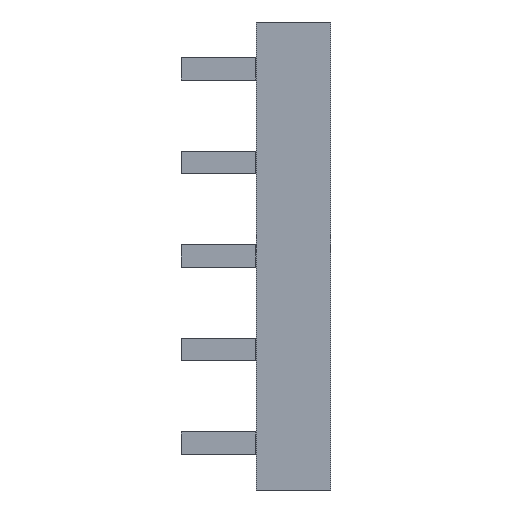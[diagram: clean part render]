
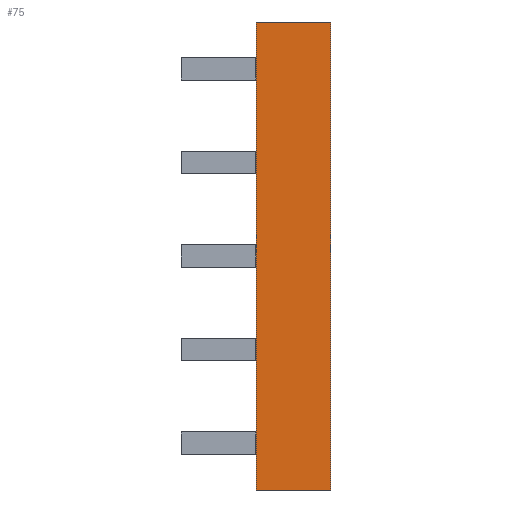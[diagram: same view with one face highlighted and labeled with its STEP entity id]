
A CAD part, left-side view. The second image highlights one B-rep face of the part: STEP entity #75.
In plain terms, the highlighted planar face has unit normal (-1, 0, 0).
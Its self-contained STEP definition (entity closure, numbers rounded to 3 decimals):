
#8 = CARTESIAN_POINT ( 'NONE',  ( -1., 2., 6.25 ) ) ;
#15 = CARTESIAN_POINT ( 'NONE',  ( -1., 2., 6.25 ) ) ;
#26 = ORIENTED_EDGE ( 'NONE', *, *, #275, .F. ) ;
#45 = CARTESIAN_POINT ( 'NONE',  ( -1., 2., 6.25 ) ) ;
#75 = ADVANCED_FACE ( 'NONE', ( #199 ), #432, .F. ) ;
#76 = CARTESIAN_POINT ( 'NONE',  ( -1., 2., -6.25 ) ) ;
#77 = VECTOR ( 'NONE', #393, 1000. ) ;
#82 = ORIENTED_EDGE ( 'NONE', *, *, #242, .F. ) ;
#96 = LINE ( 'NONE', #76, #119 ) ;
#104 = DIRECTION ( 'NONE',  ( 0., -1., 0. ) ) ;
#107 = CARTESIAN_POINT ( 'NONE',  ( -1., 0., 6.25 ) ) ;
#119 = VECTOR ( 'NONE', #502, 1000. ) ;
#121 = VERTEX_POINT ( 'NONE', #386 ) ;
#125 = EDGE_LOOP ( 'NONE', ( #494, #82, #26, #248 ) ) ;
#126 = VERTEX_POINT ( 'NONE', #8 ) ;
#153 = LINE ( 'NONE', #107, #508 ) ;
#199 = FACE_OUTER_BOUND ( 'NONE', #125, .T. ) ;
#206 = VERTEX_POINT ( 'NONE', #224 ) ;
#209 = VECTOR ( 'NONE', #104, 1000. ) ;
#224 = CARTESIAN_POINT ( 'NONE',  ( -1., 0., -6.25 ) ) ;
#242 = EDGE_CURVE ( 'NONE', #126, #485, #318, .T. ) ;
#248 = ORIENTED_EDGE ( 'NONE', *, *, #523, .T. ) ;
#253 = DIRECTION ( 'NONE',  ( 0., 0., -1. ) ) ;
#275 = EDGE_CURVE ( 'NONE', #121, #126, #527, .T. ) ;
#305 = EDGE_CURVE ( 'NONE', #206, #485, #153, .T. ) ;
#318 = LINE ( 'NONE', #15, #209 ) ;
#386 = CARTESIAN_POINT ( 'NONE',  ( -1., 2., -6.25 ) ) ;
#392 = AXIS2_PLACEMENT_3D ( 'NONE', #45, #521, #253 ) ;
#393 = DIRECTION ( 'NONE',  ( 0., 0., 1. ) ) ;
#409 = CARTESIAN_POINT ( 'NONE',  ( -1., 0., 6.25 ) ) ;
#432 = PLANE ( 'NONE',  #392 ) ;
#482 = CARTESIAN_POINT ( 'NONE',  ( -1., 2., 6.25 ) ) ;
#485 = VERTEX_POINT ( 'NONE', #409 ) ;
#494 = ORIENTED_EDGE ( 'NONE', *, *, #305, .T. ) ;
#502 = DIRECTION ( 'NONE',  ( 0., -1., 0. ) ) ;
#508 = VECTOR ( 'NONE', #535, 1000. ) ;
#521 = DIRECTION ( 'NONE',  ( 1., 0., 0. ) ) ;
#523 = EDGE_CURVE ( 'NONE', #121, #206, #96, .T. ) ;
#527 = LINE ( 'NONE', #482, #77 ) ;
#535 = DIRECTION ( 'NONE',  ( 0., 0., 1. ) ) ;
